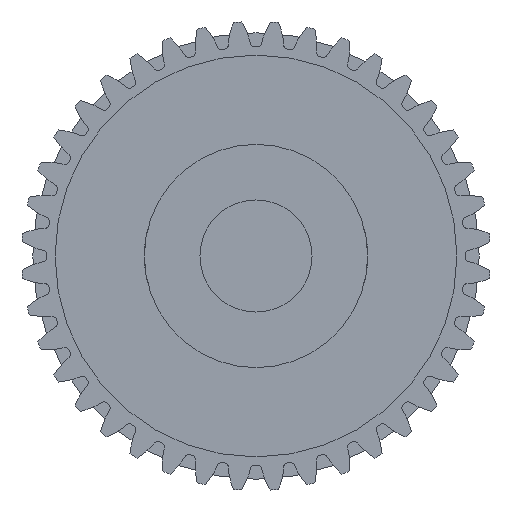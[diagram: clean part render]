
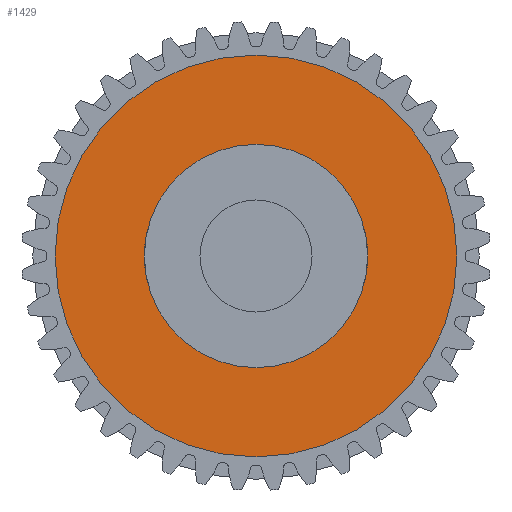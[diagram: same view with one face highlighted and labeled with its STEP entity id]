
A CAD part, left-side view. The second image highlights one B-rep face of the part: STEP entity #1429.
In plain terms, the highlighted planar face has unit normal (-1, 0, 0).
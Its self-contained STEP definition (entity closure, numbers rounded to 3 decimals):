
#17 = DIRECTION ( 'NONE',  ( -1., 0., 0. ) ) ;
#268 = AXIS2_PLACEMENT_3D ( 'NONE', #16678, #17, #8165 ) ;
#756 = DIRECTION ( 'NONE',  ( 0., 0., 1. ) ) ;
#757 = DIRECTION ( 'NONE',  ( -1., 0., 0. ) ) ;
#1006 = VERTEX_POINT ( 'NONE', #14648 ) ;
#1429 = ADVANCED_FACE ( 'NONE', ( #3501, #11824 ), #8998, .T. ) ;
#1488 = ORIENTED_EDGE ( 'NONE', *, *, #9722, .T. ) ;
#1943 = DIRECTION ( 'NONE',  ( 0., 0., 1. ) ) ;
#2131 = CARTESIAN_POINT ( 'NONE',  ( -15.1, 0., 9. ) ) ;
#2774 = VERTEX_POINT ( 'NONE', #16473 ) ;
#3501 = FACE_BOUND ( 'NONE', #12527, .T. ) ;
#4545 = EDGE_LOOP ( 'NONE', ( #4653, #1488 ) ) ;
#4653 = ORIENTED_EDGE ( 'NONE', *, *, #8996, .T. ) ;
#5013 = DIRECTION ( 'NONE',  ( 0., 0., 1. ) ) ;
#5094 = CIRCLE ( 'NONE', #14447, 9. ) ;
#5515 = ORIENTED_EDGE ( 'NONE', *, *, #8602, .F. ) ;
#5939 = AXIS2_PLACEMENT_3D ( 'NONE', #17826, #14719, #5013 ) ;
#6420 = CARTESIAN_POINT ( 'NONE',  ( -15.1, 0., 0. ) ) ;
#6883 = CIRCLE ( 'NONE', #17119, 5. ) ;
#7523 = EDGE_CURVE ( 'NONE', #1006, #12635, #11684, .T. ) ;
#7710 = DIRECTION ( 'NONE',  ( -1., 0., 0. ) ) ;
#8165 = DIRECTION ( 'NONE',  ( 0., 0., 1. ) ) ;
#8213 = ORIENTED_EDGE ( 'NONE', *, *, #7523, .F. ) ;
#8602 = EDGE_CURVE ( 'NONE', #12635, #1006, #6883, .T. ) ;
#8996 = EDGE_CURVE ( 'NONE', #2774, #9017, #5094, .T. ) ;
#8998 = PLANE ( 'NONE',  #9869 ) ;
#9017 = VERTEX_POINT ( 'NONE', #2131 ) ;
#9619 = DIRECTION ( 'NONE',  ( 0., 0., 1. ) ) ;
#9722 = EDGE_CURVE ( 'NONE', #9017, #2774, #13850, .T. ) ;
#9869 = AXIS2_PLACEMENT_3D ( 'NONE', #6420, #7710, #756 ) ;
#10559 = CARTESIAN_POINT ( 'NONE',  ( -15.1, 0., 0. ) ) ;
#11684 = CIRCLE ( 'NONE', #268, 5. ) ;
#11824 = FACE_OUTER_BOUND ( 'NONE', #4545, .T. ) ;
#12527 = EDGE_LOOP ( 'NONE', ( #5515, #8213 ) ) ;
#12635 = VERTEX_POINT ( 'NONE', #15827 ) ;
#13832 = CARTESIAN_POINT ( 'NONE',  ( -15.1, 0., 0. ) ) ;
#13850 = CIRCLE ( 'NONE', #5939, 9. ) ;
#14447 = AXIS2_PLACEMENT_3D ( 'NONE', #10559, #757, #1943 ) ;
#14648 = CARTESIAN_POINT ( 'NONE',  ( -15.1, 0., 5. ) ) ;
#14719 = DIRECTION ( 'NONE',  ( -1., 0., 0. ) ) ;
#15106 = DIRECTION ( 'NONE',  ( -1., 0., 0. ) ) ;
#15827 = CARTESIAN_POINT ( 'NONE',  ( -15.1, 0., -5. ) ) ;
#16473 = CARTESIAN_POINT ( 'NONE',  ( -15.1, 0., -9. ) ) ;
#16678 = CARTESIAN_POINT ( 'NONE',  ( -15.1, 0., 0. ) ) ;
#17119 = AXIS2_PLACEMENT_3D ( 'NONE', #13832, #15106, #9619 ) ;
#17826 = CARTESIAN_POINT ( 'NONE',  ( -15.1, 0., 0. ) ) ;
